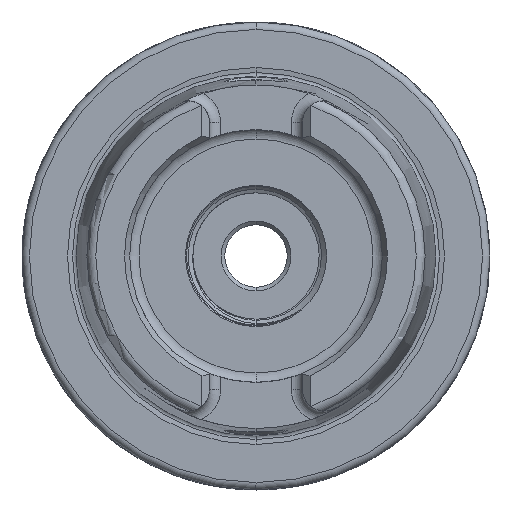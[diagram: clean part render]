
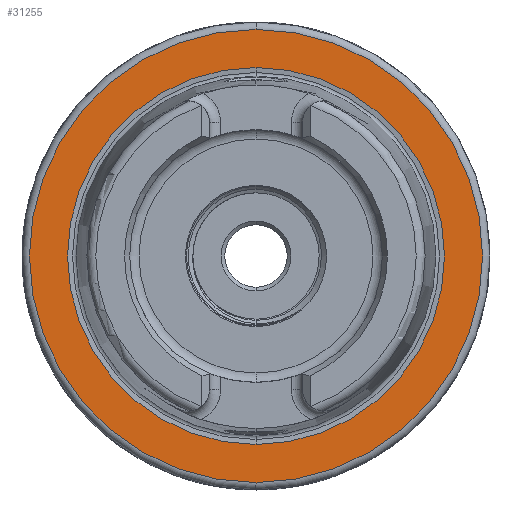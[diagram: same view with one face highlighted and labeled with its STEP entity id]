
A CAD part, left-side view. The second image highlights one B-rep face of the part: STEP entity #31255.
In plain terms, the highlighted planar face has unit normal (-1, 0, 0).
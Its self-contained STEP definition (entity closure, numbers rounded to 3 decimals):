
#4310 = EDGE_CURVE ( 'NONE', #32542, #32544, #31686, .T. ) ;
#4332 = EDGE_CURVE ( 'NONE', #33426, #32536, #31669, .T. ) ;
#4529 = EDGE_CURVE ( 'NONE', #32544, #32542, #31877, .T. ) ;
#4559 = EDGE_CURVE ( 'NONE', #32536, #33426, #31927, .T. ) ;
#4752 = DIRECTION ( 'NONE',  ( 0., 0., -1. ) ) ;
#4759 = CARTESIAN_POINT ( 'NONE',  ( 0., 0., 0. ) ) ;
#4787 = DIRECTION ( 'NONE',  ( 1., 0., 0. ) ) ;
#5059 = CARTESIAN_POINT ( 'NONE',  ( 0., 0., 0. ) ) ;
#5060 = DIRECTION ( 'NONE',  ( -1., 0., 0. ) ) ;
#5061 = DIRECTION ( 'NONE',  ( 0., 0., 1. ) ) ;
#5754 = DIRECTION ( 'NONE',  ( 1., 0., 0. ) ) ;
#5761 = DIRECTION ( 'NONE',  ( 0., 0., -1. ) ) ;
#5789 = CARTESIAN_POINT ( 'NONE',  ( 0., 0., 0. ) ) ;
#5901 = CARTESIAN_POINT ( 'NONE',  ( 0., 0., 0. ) ) ;
#5909 = DIRECTION ( 'NONE',  ( -1., 0., 0. ) ) ;
#5917 = DIRECTION ( 'NONE',  ( 0., 0., 1. ) ) ;
#8430 = ORIENTED_EDGE ( 'NONE', *, *, #4332, .T. ) ;
#8458 = ORIENTED_EDGE ( 'NONE', *, *, #4310, .T. ) ;
#8460 = ORIENTED_EDGE ( 'NONE', *, *, #4529, .T. ) ;
#8471 = ORIENTED_EDGE ( 'NONE', *, *, #4559, .T. ) ;
#10753 = FACE_OUTER_BOUND ( 'NONE', #32876, .T. ) ;
#10839 = FACE_BOUND ( 'NONE', #32890, .T. ) ;
#12545 = PLANE ( 'NONE',  #16389 ) ;
#12550 = DIRECTION ( 'NONE',  ( 0., 0., 1. ) ) ;
#12562 = CARTESIAN_POINT ( 'NONE',  ( 0., 25.369, 0. ) ) ;
#12594 = DIRECTION ( 'NONE',  ( -1., 0., 0. ) ) ;
#16107 = AXIS2_PLACEMENT_3D ( 'NONE', #5789, #5754, #5761 ) ;
#16127 = AXIS2_PLACEMENT_3D ( 'NONE', #5901, #5909, #5917 ) ;
#16164 = AXIS2_PLACEMENT_3D ( 'NONE', #4759, #4787, #4752 ) ;
#16214 = AXIS2_PLACEMENT_3D ( 'NONE', #5059, #5060, #5061 ) ;
#16389 = AXIS2_PLACEMENT_3D ( 'NONE', #12562, #12594, #12550 ) ;
#24771 = CARTESIAN_POINT ( 'NONE',  ( 0., 0., -30.5 ) ) ;
#24779 = CARTESIAN_POINT ( 'NONE',  ( 0., 0., 25.369 ) ) ;
#24801 = CARTESIAN_POINT ( 'NONE',  ( 0., 0., -25.369 ) ) ;
#25350 = CARTESIAN_POINT ( 'NONE',  ( 0., 0., 30.5 ) ) ;
#31255 = ADVANCED_FACE ( 'NONE', ( #10753, #10839 ), #12545, .T. ) ;
#31669 = CIRCLE ( 'NONE', #16127, 30.5 ) ;
#31686 = CIRCLE ( 'NONE', #16107, 25.369 ) ;
#31877 = CIRCLE ( 'NONE', #16164, 25.369 ) ;
#31927 = CIRCLE ( 'NONE', #16214, 30.5 ) ;
#32536 = VERTEX_POINT ( 'NONE', #24771 ) ;
#32542 = VERTEX_POINT ( 'NONE', #24779 ) ;
#32544 = VERTEX_POINT ( 'NONE', #24801 ) ;
#32876 = EDGE_LOOP ( 'NONE', ( #8430, #8471 ) ) ;
#32890 = EDGE_LOOP ( 'NONE', ( #8458, #8460 ) ) ;
#33426 = VERTEX_POINT ( 'NONE', #25350 ) ;
